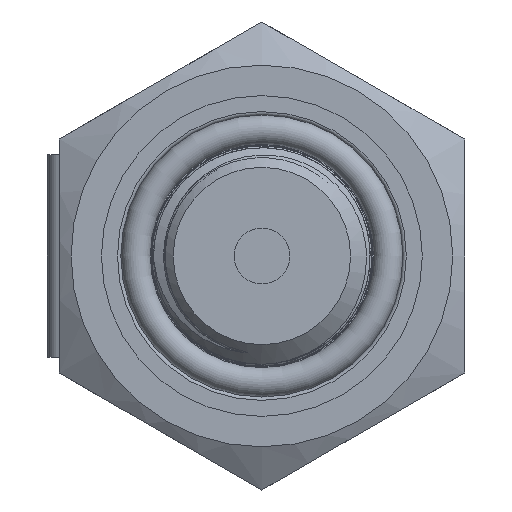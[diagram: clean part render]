
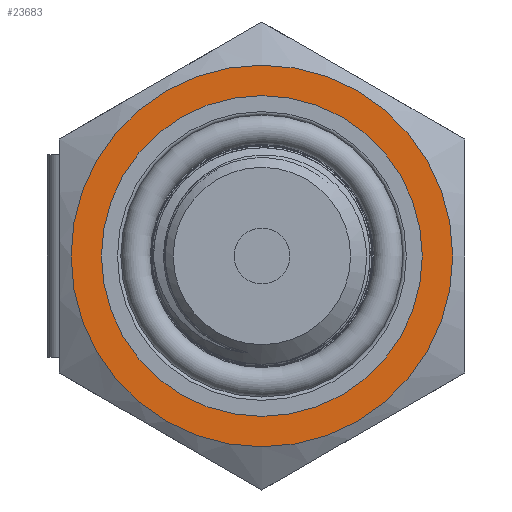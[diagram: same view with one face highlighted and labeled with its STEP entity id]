
A CAD part, left-side view. The second image highlights one B-rep face of the part: STEP entity #23683.
In plain terms, the highlighted planar face has unit normal (-1, 0, 0).
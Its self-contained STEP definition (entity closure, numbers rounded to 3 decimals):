
#546=FACE_BOUND('',#3269,.T.);
#663=PLANE('',#24998);
#1889=FACE_OUTER_BOUND('',#3268,.T.);
#3268=EDGE_LOOP('',(#17795));
#3269=EDGE_LOOP('',(#17796));
#4484=CIRCLE('',#24966,11.3);
#4500=CIRCLE('',#24997,9.5);
#10667=VERTEX_POINT('',#39971);
#10686=VERTEX_POINT('',#43402);
#13292=EDGE_CURVE('',#10667,#10667,#4484,.T.);
#13331=EDGE_CURVE('',#10686,#10686,#4500,.T.);
#17795=ORIENTED_EDGE('',*,*,#13292,.T.);
#17796=ORIENTED_EDGE('',*,*,#13331,.T.);
#23683=ADVANCED_FACE('',(#1889,#546),#663,.T.);
#24966=AXIS2_PLACEMENT_3D('',#39973,#27432,#27433);
#24997=AXIS2_PLACEMENT_3D('',#43403,#27502,#27503);
#24998=AXIS2_PLACEMENT_3D('',#43405,#27505,#27506);
#27432=DIRECTION('center_axis',(-1.,0.,0.));
#27433=DIRECTION('ref_axis',(0.,1.,0.));
#27502=DIRECTION('center_axis',(1.,0.,0.));
#27503=DIRECTION('ref_axis',(0.,0.,-1.));
#27505=DIRECTION('center_axis',(-1.,0.,0.));
#27506=DIRECTION('ref_axis',(0.,0.,1.));
#39971=CARTESIAN_POINT('',(14.,-11.3,0.));
#39973=CARTESIAN_POINT('Origin',(14.,0.,0.));
#43402=CARTESIAN_POINT('',(14.,-9.5,0.));
#43403=CARTESIAN_POINT('Origin',(14.,0.,0.));
#43405=CARTESIAN_POINT('Origin',(14.,12.,0.));
